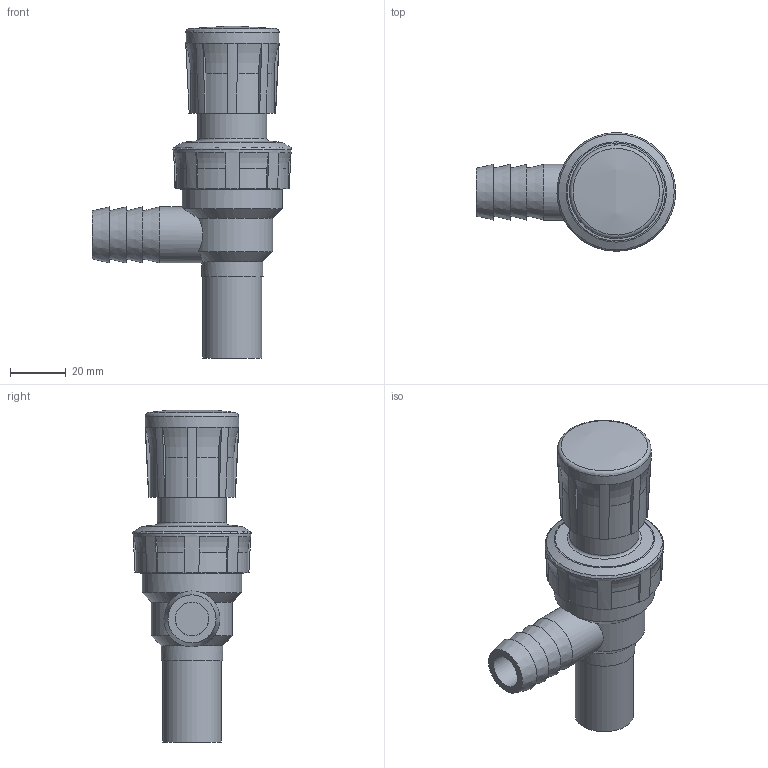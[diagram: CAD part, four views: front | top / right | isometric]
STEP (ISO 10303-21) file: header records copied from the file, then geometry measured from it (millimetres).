
FILE_DESCRIPTION(/* description */ (''),/* implementation_level */ '2;1');
FILE_NAME(/* name */ 'RMRPV012020E.ipt.stp',/* time_stamp */ '2013-10-01T10:16:30+02:00',/* author */ ('bfaro'),/* organization */ (''),/* preprocessor_version */ 'ST-DEVELOPER v15.2',/* originating_system */ 'Autodesk Inventor 2014',/* authorisation */ '');
FILE_SCHEMA (('AUTOMOTIVE_DESIGN { 1 0 10303 214 3 1 1 }'));
Length unit declared in the file: millimetre
Products named in the file (1): RMRPV012020E
Bounding box: 71.18 x 42.41 x 118.7 mm (x, y, z)
Volume: 81684 mm3; surface area: 19826.3 mm2
Topology: 1 solids, 1 shells, 109 faces, 279 edges, 178 vertices
Faces by surface type: plane 42, cylinder 28, torus 20, cone 18, sphere 1
Full cylindrical faces by diameter (mm): 12 x3, 20 x1, 21 x1, 22 x1, 24.7 x1, 33.5 x1, 35.7 x1
Entity records: 3265 total; most frequent: DIRECTION 598, CARTESIAN_POINT 595, ORIENTED_EDGE 494, AXIS2_PLACEMENT_3D 251, EDGE_CURVE 247, VERTEX_POINT 167, EDGE_LOOP 138, CIRCLE 135
